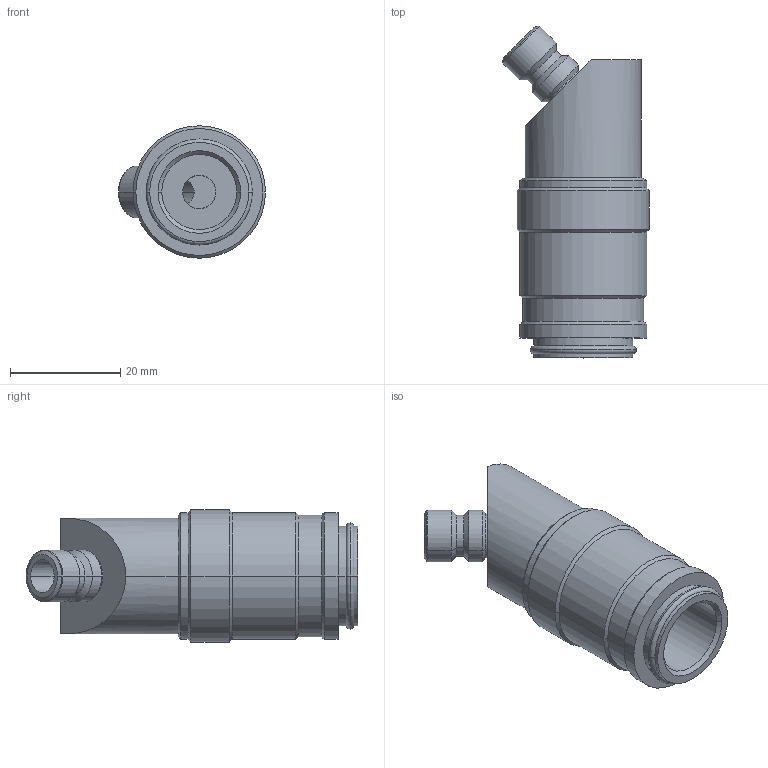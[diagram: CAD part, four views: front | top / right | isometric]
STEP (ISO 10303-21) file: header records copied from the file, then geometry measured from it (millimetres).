
FILE_DESCRIPTION(('STEP AP214'),'1');
FILE_NAME('esdk-esdms-45ab.stp','2020-04-22T06:13:15',('TraceParts'),('TraceParts S.A.'),'Spatial InterOp 3D',' ',' ');
FILE_SCHEMA(('automotive_design'));
Length unit declared in the file: millimetre
Products named in the file (1): 1
Bounding box: 26.64 x 60.16 x 24 mm (x, y, z)
Volume: 16501.9 mm3; surface area: 6321 mm2
Topology: 1 solids, 1 shells, 66 faces, 141 edges, 81 vertices
Faces by surface type: cylinder 30, cone 20, plane 10, torus 6
Entity records: 2611 total; most frequent: CARTESIAN_POINT 581, DIRECTION 357, ORIENTED_EDGE 282, AXIS2_PLACEMENT_3D 153, EDGE_CURVE 141, VERTEX_POINT 81, CIRCLE 80, EDGE_LOOP 72
